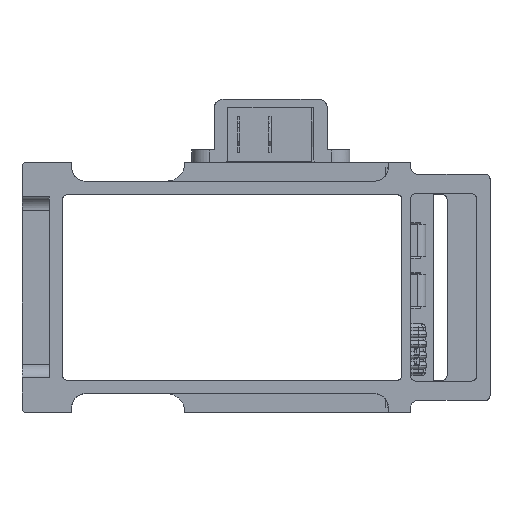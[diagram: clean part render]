
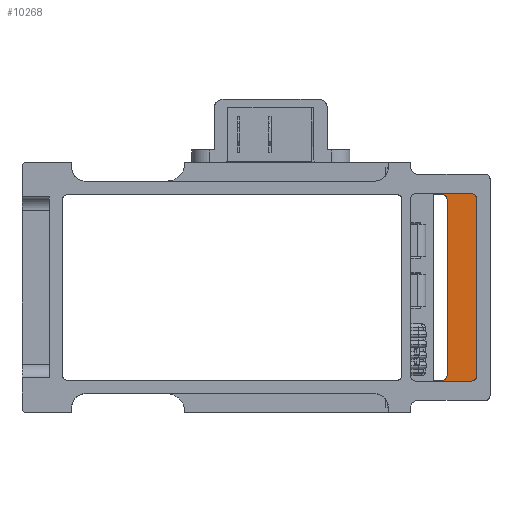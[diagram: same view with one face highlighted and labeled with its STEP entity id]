
A CAD part, front view. The second image highlights one B-rep face of the part: STEP entity #10268.
In plain terms, the highlighted planar face has unit normal (0, -1, 0).
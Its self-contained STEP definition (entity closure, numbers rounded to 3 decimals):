
#48 = DIRECTION ( 'NONE',  ( 0., 0., 1. ) ) ;
#50 = DIRECTION ( 'NONE',  ( 0., 0., -1. ) ) ;
#197 = ORIENTED_EDGE ( 'NONE', *, *, #38677, .F. ) ;
#479 = CARTESIAN_POINT ( 'NONE',  ( 80., -5., -22.999 ) ) ;
#599 = CARTESIAN_POINT ( 'NONE',  ( 96.5, -5., -24. ) ) ;
#994 = CARTESIAN_POINT ( 'NONE',  ( 87., -5., 20.5 ) ) ;
#1442 = VECTOR ( 'NONE', #22993, 1000. ) ;
#1527 = DIRECTION ( 'NONE',  ( 0., 0., 1. ) ) ;
#1596 = CIRCLE ( 'NONE', #11555, 1. ) ;
#1838 = CIRCLE ( 'NONE', #37046, 1.5 ) ;
#2249 = DIRECTION ( 'NONE',  ( 0., 0., 1. ) ) ;
#2264 = DIRECTION ( 'NONE',  ( 0., 1., 0. ) ) ;
#2355 = CARTESIAN_POINT ( 'NONE',  ( 87., -5., 19.5 ) ) ;
#3295 = CARTESIAN_POINT ( 'NONE',  ( 97.5, -5., -24. ) ) ;
#4046 = LINE ( 'NONE', #16432, #38852 ) ;
#4330 = VERTEX_POINT ( 'NONE', #32486 ) ;
#4873 = ORIENTED_EDGE ( 'NONE', *, *, #9660, .F. ) ;
#5984 = VECTOR ( 'NONE', #23742, 1000. ) ;
#6624 = VERTEX_POINT ( 'NONE', #8249 ) ;
#6750 = AXIS2_PLACEMENT_3D ( 'NONE', #40829, #21157, #1527 ) ;
#7325 = DIRECTION ( 'NONE',  ( 1., 0., 0. ) ) ;
#7685 = LINE ( 'NONE', #40790, #41522 ) ;
#7964 = VERTEX_POINT ( 'NONE', #10310 ) ;
#8249 = CARTESIAN_POINT ( 'NONE',  ( 96.5, -5., 25. ) ) ;
#8340 = EDGE_CURVE ( 'NONE', #41133, #18306, #19132, .T. ) ;
#8796 = VECTOR ( 'NONE', #50, 1000. ) ;
#8905 = ORIENTED_EDGE ( 'NONE', *, *, #8340, .T. ) ;
#9199 = DIRECTION ( 'NONE',  ( 0., 0., -1. ) ) ;
#9474 = DIRECTION ( 'NONE',  ( 0., 0., -1. ) ) ;
#9508 = VERTEX_POINT ( 'NONE', #3295 ) ;
#9567 = DIRECTION ( 'NONE',  ( 0., -1., 0. ) ) ;
#9590 = EDGE_CURVE ( 'NONE', #7964, #4330, #28170, .T. ) ;
#9660 = EDGE_CURVE ( 'NONE', #17402, #34353, #40611, .T. ) ;
#9724 = CARTESIAN_POINT ( 'NONE',  ( 96.5, -5., 24. ) ) ;
#10203 = ORIENTED_EDGE ( 'NONE', *, *, #31786, .T. ) ;
#10268 = ADVANCED_FACE ( 'NONE', ( #30734 ), #25398, .T. ) ;
#10310 = CARTESIAN_POINT ( 'NONE',  ( 80., -5., 26.5 ) ) ;
#10580 = AXIS2_PLACEMENT_3D ( 'NONE', #2355, #2264, #2249 ) ;
#11437 = CARTESIAN_POINT ( 'NONE',  ( 81.5, -5., -25. ) ) ;
#11555 = AXIS2_PLACEMENT_3D ( 'NONE', #9724, #9567, #9474 ) ;
#11702 = VERTEX_POINT ( 'NONE', #11437 ) ;
#11792 = VERTEX_POINT ( 'NONE', #12755 ) ;
#12021 = ORIENTED_EDGE ( 'NONE', *, *, #41097, .T. ) ;
#12532 = CARTESIAN_POINT ( 'NONE',  ( 97.5, -5., -21.75 ) ) ;
#12755 = CARTESIAN_POINT ( 'NONE',  ( 88., -5., -19.5 ) ) ;
#12975 = DIRECTION ( 'NONE',  ( 0., -1., 0. ) ) ;
#13338 = VERTEX_POINT ( 'NONE', #29207 ) ;
#13762 = ORIENTED_EDGE ( 'NONE', *, *, #9590, .T. ) ;
#14591 = EDGE_CURVE ( 'NONE', #13338, #6624, #1596, .T. ) ;
#15492 = CIRCLE ( 'NONE', #37583, 1. ) ;
#15712 = EDGE_CURVE ( 'NONE', #19386, #9508, #15492, .T. ) ;
#15787 = CARTESIAN_POINT ( 'NONE',  ( 81.5, -5., -26.5 ) ) ;
#16086 = CARTESIAN_POINT ( 'NONE',  ( 88., -5., 19.5 ) ) ;
#16216 = CARTESIAN_POINT ( 'NONE',  ( 80., -5., -26.5 ) ) ;
#16432 = CARTESIAN_POINT ( 'NONE',  ( 96.501, -5., 20.5 ) ) ;
#16547 = LINE ( 'NONE', #12532, #24152 ) ;
#17402 = VERTEX_POINT ( 'NONE', #26502 ) ;
#18306 = VERTEX_POINT ( 'NONE', #16086 ) ;
#18370 = ORIENTED_EDGE ( 'NONE', *, *, #29963, .T. ) ;
#18838 = ORIENTED_EDGE ( 'NONE', *, *, #37269, .F. ) ;
#19033 = DIRECTION ( 'NONE',  ( 0., 0., -1. ) ) ;
#19132 = CIRCLE ( 'NONE', #10580, 1. ) ;
#19355 = EDGE_LOOP ( 'NONE', ( #18370, #4873, #10203, #30046, #12021, #23015, #18838, #28112, #197, #40018, #13762, #38053, #8905, #24427 ) ) ;
#19386 = VERTEX_POINT ( 'NONE', #41873 ) ;
#19468 = VERTEX_POINT ( 'NONE', #16216 ) ;
#19689 = DIRECTION ( 'NONE',  ( 0., 1., 0. ) ) ;
#20016 = CARTESIAN_POINT ( 'NONE',  ( -5.801, -5., -20.5 ) ) ;
#20454 = CARTESIAN_POINT ( 'NONE',  ( 80., -5., -22.999 ) ) ;
#21157 = DIRECTION ( 'NONE',  ( 0., 1., 0. ) ) ;
#22343 = LINE ( 'NONE', #20454, #5984 ) ;
#22993 = DIRECTION ( 'NONE',  ( 0., 0., 1. ) ) ;
#23015 = ORIENTED_EDGE ( 'NONE', *, *, #15712, .T. ) ;
#23109 = VECTOR ( 'NONE', #37374, 1000. ) ;
#23742 = DIRECTION ( 'NONE',  ( 0., 0., -1. ) ) ;
#24152 = VECTOR ( 'NONE', #9199, 1000. ) ;
#24427 = ORIENTED_EDGE ( 'NONE', *, *, #25026, .F. ) ;
#24633 = CARTESIAN_POINT ( 'NONE',  ( 81.5, -5., 25. ) ) ;
#25026 = EDGE_CURVE ( 'NONE', #11792, #18306, #27511, .T. ) ;
#25131 = DIRECTION ( 'NONE',  ( 0., 0., -1. ) ) ;
#25263 = DIRECTION ( 'NONE',  ( 0., -1., 0. ) ) ;
#25398 = PLANE ( 'NONE',  #30279 ) ;
#26361 = EDGE_CURVE ( 'NONE', #19468, #11702, #1838, .T. ) ;
#26387 = CARTESIAN_POINT ( 'NONE',  ( 25.999, -5., -22.999 ) ) ;
#26502 = CARTESIAN_POINT ( 'NONE',  ( 80., -5., -20.5 ) ) ;
#26857 = CARTESIAN_POINT ( 'NONE',  ( 45.5, -5., -25. ) ) ;
#27511 = LINE ( 'NONE', #29396, #1442 ) ;
#27916 = CIRCLE ( 'NONE', #6750, 1.5 ) ;
#28112 = ORIENTED_EDGE ( 'NONE', *, *, #14591, .T. ) ;
#28170 = LINE ( 'NONE', #479, #8796 ) ;
#29207 = CARTESIAN_POINT ( 'NONE',  ( 97.5, -5., 24. ) ) ;
#29396 = CARTESIAN_POINT ( 'NONE',  ( 88., -5., -24.601 ) ) ;
#29963 = EDGE_CURVE ( 'NONE', #11792, #34353, #33184, .T. ) ;
#29969 = AXIS2_PLACEMENT_3D ( 'NONE', #39322, #19689, #48 ) ;
#30046 = ORIENTED_EDGE ( 'NONE', *, *, #26361, .T. ) ;
#30279 = AXIS2_PLACEMENT_3D ( 'NONE', #26387, #25263, #25131 ) ;
#30557 = LINE ( 'NONE', #26857, #31552 ) ;
#30734 = FACE_OUTER_BOUND ( 'NONE', #19355, .T. ) ;
#30955 = DIRECTION ( 'NONE',  ( 1., 0., 0. ) ) ;
#31552 = VECTOR ( 'NONE', #7325, 1000. ) ;
#31786 = EDGE_CURVE ( 'NONE', #17402, #19468, #22343, .T. ) ;
#31886 = EDGE_CURVE ( 'NONE', #38521, #7964, #27916, .T. ) ;
#32486 = CARTESIAN_POINT ( 'NONE',  ( 80., -5., 20.5 ) ) ;
#33184 = CIRCLE ( 'NONE', #29969, 1. ) ;
#34353 = VERTEX_POINT ( 'NONE', #36523 ) ;
#36216 = DIRECTION ( 'NONE',  ( 0., 0., 1. ) ) ;
#36523 = CARTESIAN_POINT ( 'NONE',  ( 87., -5., -20.5 ) ) ;
#37046 = AXIS2_PLACEMENT_3D ( 'NONE', #15787, #38609, #19033 ) ;
#37269 = EDGE_CURVE ( 'NONE', #13338, #9508, #16547, .T. ) ;
#37374 = DIRECTION ( 'NONE',  ( 1., 0., 0. ) ) ;
#37583 = AXIS2_PLACEMENT_3D ( 'NONE', #599, #12975, #36216 ) ;
#38053 = ORIENTED_EDGE ( 'NONE', *, *, #38989, .F. ) ;
#38521 = VERTEX_POINT ( 'NONE', #24633 ) ;
#38609 = DIRECTION ( 'NONE',  ( 0., 1., 0. ) ) ;
#38677 = EDGE_CURVE ( 'NONE', #38521, #6624, #7685, .T. ) ;
#38852 = VECTOR ( 'NONE', #39300, 1000. ) ;
#38989 = EDGE_CURVE ( 'NONE', #41133, #4330, #4046, .T. ) ;
#39300 = DIRECTION ( 'NONE',  ( -1., 0., 0. ) ) ;
#39322 = CARTESIAN_POINT ( 'NONE',  ( 87., -5., -19.5 ) ) ;
#40018 = ORIENTED_EDGE ( 'NONE', *, *, #31886, .T. ) ;
#40611 = LINE ( 'NONE', #20016, #23109 ) ;
#40790 = CARTESIAN_POINT ( 'NONE',  ( 45.5, -5., 25. ) ) ;
#40829 = CARTESIAN_POINT ( 'NONE',  ( 81.5, -5., 26.5 ) ) ;
#41097 = EDGE_CURVE ( 'NONE', #11702, #19386, #30557, .T. ) ;
#41133 = VERTEX_POINT ( 'NONE', #994 ) ;
#41522 = VECTOR ( 'NONE', #30955, 1000. ) ;
#41873 = CARTESIAN_POINT ( 'NONE',  ( 96.5, -5., -25. ) ) ;
